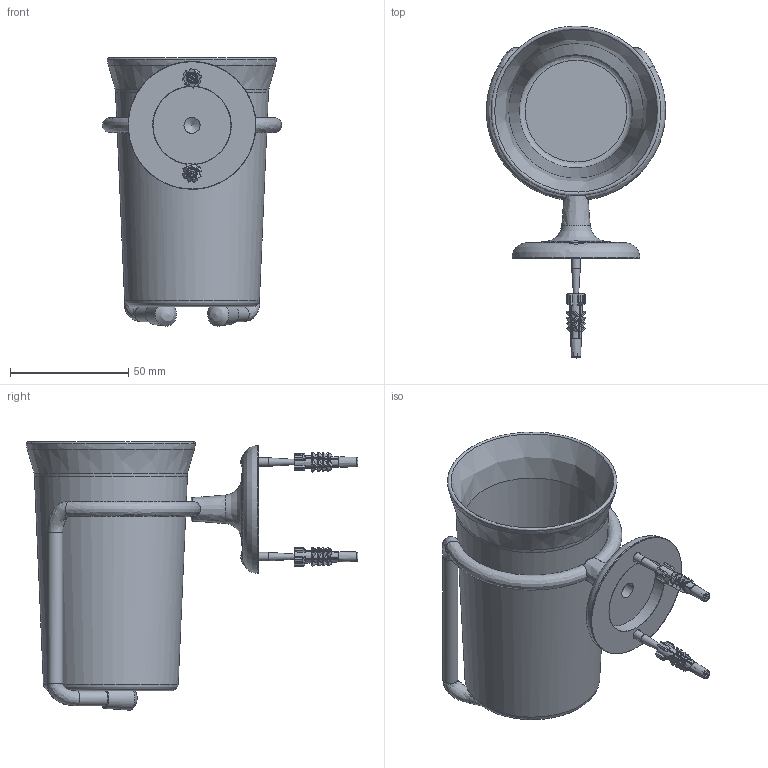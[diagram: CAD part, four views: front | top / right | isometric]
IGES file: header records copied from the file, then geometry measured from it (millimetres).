
Global section: file name: N35; native system: Autodesk Inventor 2018; preprocessor: unknown; author: aprice; date: 20170920.144936; units: millimetre
Bounding box: 75.79 x 140.24 x 113.42 mm (x, y, z)
Volume: 109658 mm3; surface area: 60480.2 mm2
Topology: 9 solids, 9 shells, 497 faces, 1483 edges, 990 vertices
Faces by surface type: bspline 497
